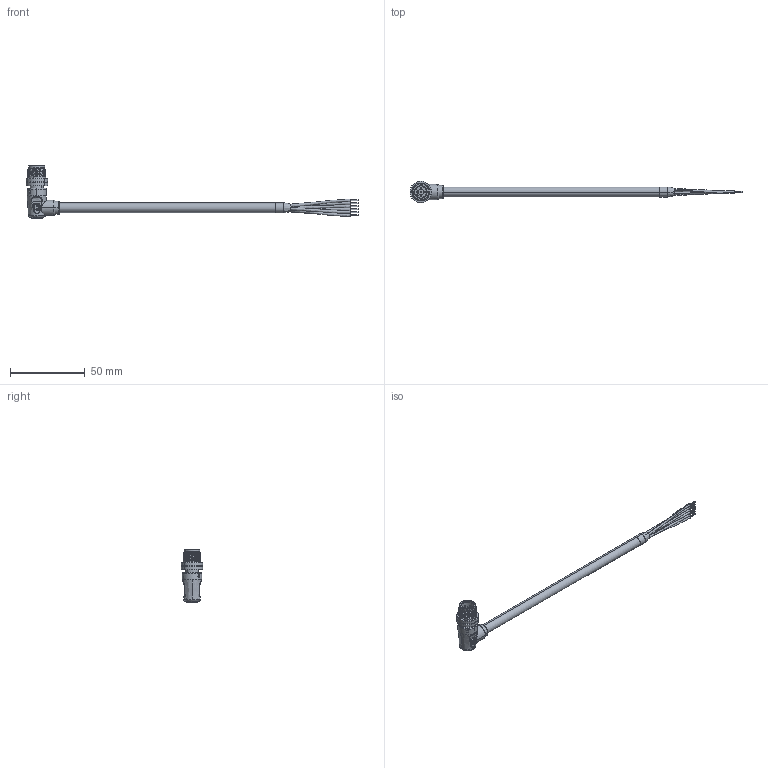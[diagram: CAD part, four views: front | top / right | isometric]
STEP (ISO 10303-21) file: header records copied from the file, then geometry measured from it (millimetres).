
FILE_DESCRIPTION (( 'STEP AP203' ), '1' );
FILE_NAME ('10-04735_revA.STEP', '2022-01-24T18:56:16', ( '' ), ( '' ), 'SwSTEP 2.0', 'SolidWorks 2021', '' );
FILE_SCHEMA (( 'CONFIG_CONTROL_DESIGN' ));
Length unit declared in the file: millimetre
Products named in the file (8): 50-00988-02_For STEP file; 30-01586_M12 (50 with 5mm tinned); 10-04735_revA; 24-00361; 50-00988-04___; 50-00988-01___; 50-00988-03___; 50-00988_STEP
Assembly tree (11 placements, depth 3):
  10-04735_revA
    30-01586_M12 (50 with 5mm tinned)
    24-00361
    50-00988_STEP
      50-00988-01___
      50-00988-02_For STEP file
      50-00988-03___  x5
      50-00988-04___
Bounding box: 222.22 x 14.44 x 35.2 mm (x, y, z)
Volume: 10258.2 mm3; surface area: 47749 mm2
Topology: 231 solids, 231 shells, 1785 faces, 3705 edges, 2420 vertices
Faces by surface type: cylinder 1020, plane 581, bspline 81, torus 47, cone 45, sphere 11
Entity records: 50750 total; most frequent: CARTESIAN_POINT 12736, DIRECTION 8424, ORIENTED_EDGE 6830, AXIS2_PLACEMENT_3D 3620, EDGE_CURVE 3415, VERTEX_POINT 2252, EDGE_LOOP 2119, CIRCLE 2037
